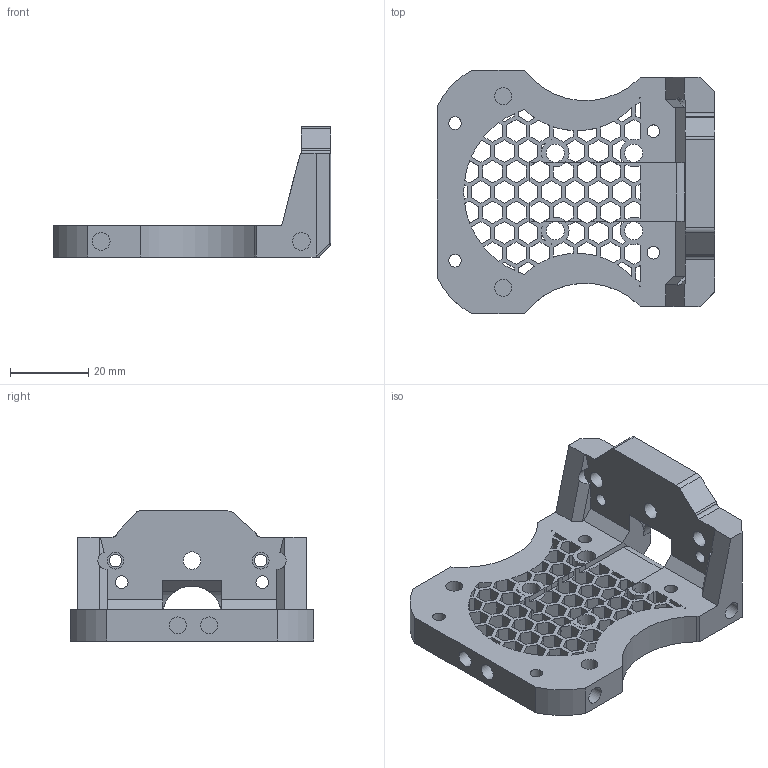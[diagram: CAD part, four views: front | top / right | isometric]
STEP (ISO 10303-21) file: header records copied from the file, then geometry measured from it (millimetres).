
FILE_DESCRIPTION(/* description */ ('STEP AP242','CAx-IF Rec.Pracs.---Representation and Presentation of Product Manufacturing Information (PMI)---4.0---2014-10-13','CAx-IF Rec.Pracs.---3D Tessellated Geometry---0.4---2014-09-14','2;1'),/* implementation_level */ '2;1');
FILE_NAME(/* name */ '67ee853c9a6cfe114fe41c94',/* time_stamp */ '2025-04-03T12:55:25Z',/* author */ (''),/* organization */ (''),/* preprocessor_version */ 'ST-DEVELOPER v20',/* originating_system */ 'ONSHAPE BY PTC INC, 1.195',/* authorisation */ ' ');
FILE_SCHEMA (('AP242_MANAGED_MODEL_BASED_3D_ENGINEERING_MIM_LF { 1 0 10303 442 1 1 4 }'));
Length unit declared in the file: metre
Products named in the file (1): Carriage Plate - O2 - Voron CNC Tap
Bounding box: 70.74 x 62 x 33.14 mm (x, y, z)
Volume: 29727.5 mm3; surface area: 19513.8 mm2
Topology: 1 solids, 1 shells, 462 faces, 1377 edges, 916 vertices
Faces by surface type: plane 370, cylinder 90, sphere 2
Full cylindrical faces by diameter (mm): 3.2 x8, 4 x1, 4.3 x6, 4.45 x1, 4.5 x3, 4.6 x4, 5.5 x2
Entity records: 15539 total; most frequent: CARTESIAN_POINT 2729, ORIENTED_EDGE 2692, DIRECTION 2457, EDGE_CURVE 1346, LINE 1157, VECTOR 1157, VERTEX_POINT 912, EDGE_LOOP 650
